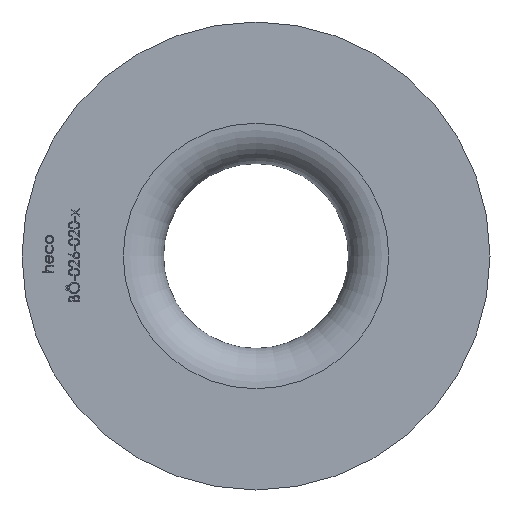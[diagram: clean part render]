
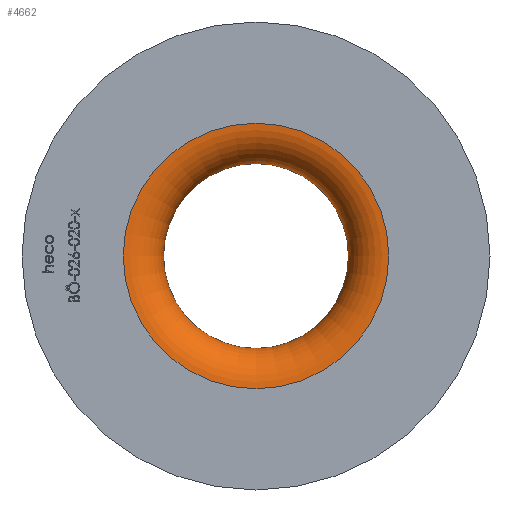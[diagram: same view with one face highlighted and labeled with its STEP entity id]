
A CAD part, left-side view. The second image highlights one B-rep face of the part: STEP entity #4662.
In plain terms, the highlighted toroidal (fillet/blend) face has major radius 16.45 mm and minor radius 5 mm.
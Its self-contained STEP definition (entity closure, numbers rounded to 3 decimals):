
#163 = EDGE_LOOP ( 'NONE', ( #2428 ) ) ;
#1072 = FACE_OUTER_BOUND ( 'NONE', #3098, .T. ) ;
#1296 = DIRECTION ( 'NONE',  ( -1., 0., 0. ) ) ;
#1533 = EDGE_CURVE ( 'NONE', #14264, #14264, #8856, .T. ) ;
#2428 = ORIENTED_EDGE ( 'NONE', *, *, #1533, .T. ) ;
#2443 = VERTEX_POINT ( 'NONE', #8428 ) ;
#2778 = AXIS2_PLACEMENT_3D ( 'NONE', #11089, #13573, #14511 ) ;
#3098 = EDGE_LOOP ( 'NONE', ( #8151 ) ) ;
#3395 = DIRECTION ( 'NONE',  ( 0., 0., 1. ) ) ;
#3547 = DIRECTION ( 'NONE',  ( -1., 0., 0. ) ) ;
#4662 = ADVANCED_FACE ( 'NONE', ( #1072, #14060 ), #12911, .T. ) ;
#6013 = DIRECTION ( 'NONE',  ( 0., 0., 1. ) ) ;
#6383 = EDGE_CURVE ( 'NONE', #2443, #2443, #12459, .T. ) ;
#8151 = ORIENTED_EDGE ( 'NONE', *, *, #6383, .F. ) ;
#8428 = CARTESIAN_POINT ( 'NONE',  ( 5., 0., 11.45 ) ) ;
#8856 = CIRCLE ( 'NONE', #9608, 16.45 ) ;
#9608 = AXIS2_PLACEMENT_3D ( 'NONE', #11932, #1296, #6013 ) ;
#11089 = CARTESIAN_POINT ( 'NONE',  ( 5., 0., 0. ) ) ;
#11170 = AXIS2_PLACEMENT_3D ( 'NONE', #14206, #3547, #3395 ) ;
#11619 = CARTESIAN_POINT ( 'NONE',  ( 0., 0., 16.45 ) ) ;
#11932 = CARTESIAN_POINT ( 'NONE',  ( 0., 0., 0. ) ) ;
#12459 = CIRCLE ( 'NONE', #2778, 11.45 ) ;
#12911 = TOROIDAL_SURFACE ( 'NONE', #11170, 16.45, 5. ) ;
#13573 = DIRECTION ( 'NONE',  ( -1., 0., 0. ) ) ;
#14060 = FACE_OUTER_BOUND ( 'NONE', #163, .T. ) ;
#14206 = CARTESIAN_POINT ( 'NONE',  ( 5., 0., 0. ) ) ;
#14264 = VERTEX_POINT ( 'NONE', #11619 ) ;
#14511 = DIRECTION ( 'NONE',  ( 0., 0., 1. ) ) ;
